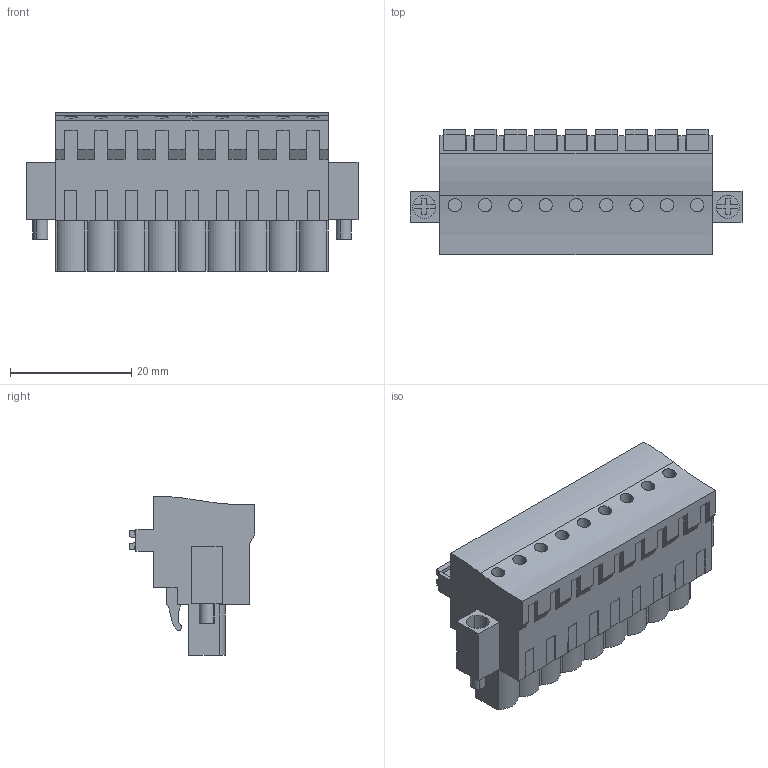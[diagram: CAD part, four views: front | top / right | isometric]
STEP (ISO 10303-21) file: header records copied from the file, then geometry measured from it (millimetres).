
FILE_DESCRIPTION(('CATIA V5 STEP Exchange','CAx-IF Rec.Pracs.--- Model Styling and Organization---1.2---2011-12-15'),'2;1');
FILE_NAME ('D1461107_0_1980710000_1980710000.stp','2017-09-23T15:21:18+00:00',('none'),('Weidmueller'),'CATIA Version 5-6 Release 2014','CATIA V5 STEP AP214','none');
FILE_SCHEMA(('AUTOMOTIVE_DESIGN { 1 0 10303 214 1 1 1 1 }'));
Length unit declared in the file: millimetre
Products named in the file (1): 1980710000
Bounding box: 54.8 x 20.79 x 26.24 mm (x, y, z)
Volume: 14054.1 mm3; surface area: 7009.1 mm2
Topology: 12 solids, 12 shells, 645 faces, 1819 edges, 1240 vertices
Faces by surface type: plane 509, cylinder 128, extrusion 8
Entity records: 19463 total; most frequent: CARTESIAN_POINT 3818, ORIENTED_EDGE 3638, DIRECTION 2505, EDGE_CURVE 1819, VECTOR 1515, LINE 1507, VERTEX_POINT 1240, EDGE_LOOP 691
